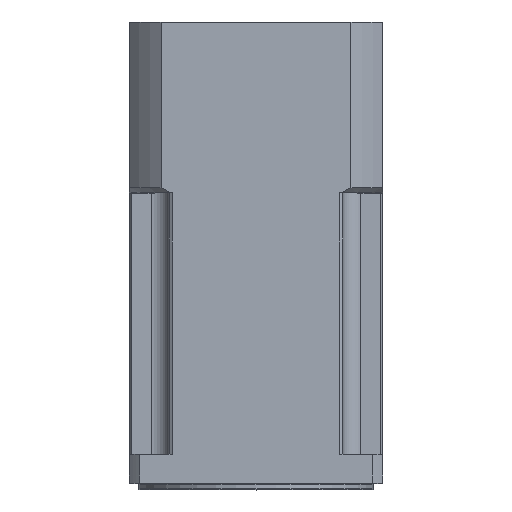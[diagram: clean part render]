
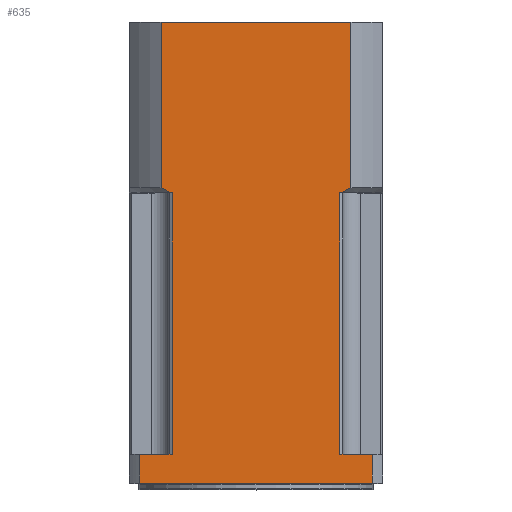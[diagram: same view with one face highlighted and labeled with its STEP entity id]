
A CAD part, top view. The second image highlights one B-rep face of the part: STEP entity #635.
In plain terms, the highlighted planar face has unit normal (0, 0, 1).
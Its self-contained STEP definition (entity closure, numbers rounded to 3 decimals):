
#635=ADVANCED_FACE('',(#942),#889,.T.);
#889=PLANE('',#4578);
#942=FACE_OUTER_BOUND('',#1172,.T.);
#1172=EDGE_LOOP('',(#1675,#1676,#1677,#1678,#1679,#1680,#1681,#1682,#1683,
#1684,#1685,#1686,#1687,#1688));
#1483=B_SPLINE_CURVE_WITH_KNOTS('',3,(#6481,#6482,#6483,#6484),.UNSPECIFIED.,
.F.,.F.,(4,4),(0.,1.),.UNSPECIFIED.);
#1484=B_SPLINE_CURVE_WITH_KNOTS('',3,(#6492,#6493,#6494,#6495),.UNSPECIFIED.,
.F.,.F.,(4,4),(0.,1.),.UNSPECIFIED.);
#1675=ORIENTED_EDGE('',*,*,#3451,.T.);
#1676=ORIENTED_EDGE('',*,*,#3452,.T.);
#1677=ORIENTED_EDGE('',*,*,#3453,.T.);
#1678=ORIENTED_EDGE('',*,*,#3454,.F.);
#1679=ORIENTED_EDGE('',*,*,#3455,.T.);
#1680=ORIENTED_EDGE('',*,*,#3456,.T.);
#1681=ORIENTED_EDGE('',*,*,#3457,.T.);
#1682=ORIENTED_EDGE('',*,*,#3458,.F.);
#1683=ORIENTED_EDGE('',*,*,#3459,.T.);
#1684=ORIENTED_EDGE('',*,*,#3460,.F.);
#1685=ORIENTED_EDGE('',*,*,#3461,.F.);
#1686=ORIENTED_EDGE('',*,*,#3462,.F.);
#1687=ORIENTED_EDGE('',*,*,#3463,.T.);
#1688=ORIENTED_EDGE('',*,*,#3464,.F.);
#2989=VERTEX_POINT('',#6479);
#2990=VERTEX_POINT('',#6480);
#2991=VERTEX_POINT('',#6485);
#2992=VERTEX_POINT('',#6487);
#2993=VERTEX_POINT('',#6489);
#2994=VERTEX_POINT('',#6491);
#2995=VERTEX_POINT('',#6496);
#2996=VERTEX_POINT('',#6498);
#2997=VERTEX_POINT('',#6500);
#2998=VERTEX_POINT('',#6502);
#2999=VERTEX_POINT('',#6504);
#3000=VERTEX_POINT('',#6506);
#3001=VERTEX_POINT('',#6508);
#3002=VERTEX_POINT('',#6510);
#3451=EDGE_CURVE('',#2989,#2990,#4098,.T.);
#3452=EDGE_CURVE('',#2990,#2991,#1483,.T.);
#3453=EDGE_CURVE('',#2991,#2992,#4099,.T.);
#3454=EDGE_CURVE('',#2993,#2992,#4100,.T.);
#3455=EDGE_CURVE('',#2993,#2994,#4101,.T.);
#3456=EDGE_CURVE('',#2994,#2995,#1484,.T.);
#3457=EDGE_CURVE('',#2995,#2996,#4102,.T.);
#3458=EDGE_CURVE('',#2997,#2996,#4103,.T.);
#3459=EDGE_CURVE('',#2997,#2998,#4104,.T.);
#3460=EDGE_CURVE('',#2999,#2998,#4105,.T.);
#3461=EDGE_CURVE('',#3000,#2999,#4106,.T.);
#3462=EDGE_CURVE('',#3001,#3000,#4107,.T.);
#3463=EDGE_CURVE('',#3001,#3002,#4108,.T.);
#3464=EDGE_CURVE('',#2989,#3002,#4109,.T.);
#4098=LINE('',#6478,#4354);
#4099=LINE('',#6486,#4355);
#4100=LINE('',#6488,#4356);
#4101=LINE('',#6490,#4357);
#4102=LINE('',#6497,#4358);
#4103=LINE('',#6499,#4359);
#4104=LINE('',#6501,#4360);
#4105=LINE('',#6503,#4361);
#4106=LINE('',#6505,#4362);
#4107=LINE('',#6507,#4363);
#4108=LINE('',#6509,#4364);
#4109=LINE('',#6511,#4365);
#4354=VECTOR('',#5136,1.);
#4355=VECTOR('',#5137,1.);
#4356=VECTOR('',#5138,1.);
#4357=VECTOR('',#5139,1.);
#4358=VECTOR('',#5140,1.);
#4359=VECTOR('',#5141,1.);
#4360=VECTOR('',#5142,1.);
#4361=VECTOR('',#5143,1.);
#4362=VECTOR('',#5144,1.);
#4363=VECTOR('',#5145,1.);
#4364=VECTOR('',#5146,1.);
#4365=VECTOR('',#5147,1.);
#4578=AXIS2_PLACEMENT_3D('',#6512,#5148,#5149);
#5136=DIRECTION('',(1.,0.,0.));
#5137=DIRECTION('',(0.,1.,0.));
#5138=DIRECTION('',(1.,0.,0.));
#5139=DIRECTION('',(0.,-1.,0.));
#5140=DIRECTION('',(1.,0.,0.));
#5141=DIRECTION('',(0.,1.,0.));
#5142=DIRECTION('',(-1.,0.,0.));
#5143=DIRECTION('',(0.,1.,0.));
#5144=DIRECTION('',(-1.,0.,0.));
#5145=DIRECTION('',(0.,-1.,0.));
#5146=DIRECTION('',(-1.,0.,0.));
#5147=DIRECTION('',(0.,-1.,0.));
#5148=DIRECTION('',(0.,0.,1.));
#5149=DIRECTION('',(1.,0.,0.));
#6478=CARTESIAN_POINT('',(-35.,160.,105.));
#6479=CARTESIAN_POINT('',(81.433,160.,105.));
#6480=CARTESIAN_POINT('',(82.331,160.,105.));
#6481=CARTESIAN_POINT('',(82.331,160.,105.));
#6482=CARTESIAN_POINT('',(84.069,160.974,105.));
#6483=CARTESIAN_POINT('',(85.792,161.975,105.));
#6484=CARTESIAN_POINT('',(87.5,163.,105.));
#6485=CARTESIAN_POINT('',(87.5,163.,105.));
#6486=CARTESIAN_POINT('',(87.5,160.,105.));
#6487=CARTESIAN_POINT('',(87.5,254.5,105.));
#6488=CARTESIAN_POINT('',(-35.,254.5,105.));
#6489=CARTESIAN_POINT('',(-17.5,254.5,105.));
#6490=CARTESIAN_POINT('',(-17.5,160.,105.));
#6491=CARTESIAN_POINT('',(-17.5,163.,105.));
#6492=CARTESIAN_POINT('',(-17.5,163.,105.));
#6493=CARTESIAN_POINT('',(-15.792,161.975,105.));
#6494=CARTESIAN_POINT('',(-14.069,160.974,105.));
#6495=CARTESIAN_POINT('',(-12.331,160.,105.));
#6496=CARTESIAN_POINT('',(-12.331,160.,105.));
#6497=CARTESIAN_POINT('',(-35.,160.,105.));
#6498=CARTESIAN_POINT('',(-11.433,160.,105.));
#6499=CARTESIAN_POINT('',(-11.433,160.,105.));
#6500=CARTESIAN_POINT('',(-11.433,15.5,105.));
#6501=CARTESIAN_POINT('',(35.,15.5,105.));
#6502=CARTESIAN_POINT('',(-29.226,15.5,105.));
#6503=CARTESIAN_POINT('',(-29.226,-0.5,105.));
#6504=CARTESIAN_POINT('',(-29.226,-0.5,105.));
#6505=CARTESIAN_POINT('',(35.,-0.5,105.));
#6506=CARTESIAN_POINT('',(99.226,-0.5,105.));
#6507=CARTESIAN_POINT('',(99.226,-0.5,105.));
#6508=CARTESIAN_POINT('',(99.226,15.5,105.));
#6509=CARTESIAN_POINT('',(35.,15.5,105.));
#6510=CARTESIAN_POINT('',(81.433,15.5,105.));
#6511=CARTESIAN_POINT('',(81.433,160.,105.));
#6512=CARTESIAN_POINT('',(35.,79.75,105.));
